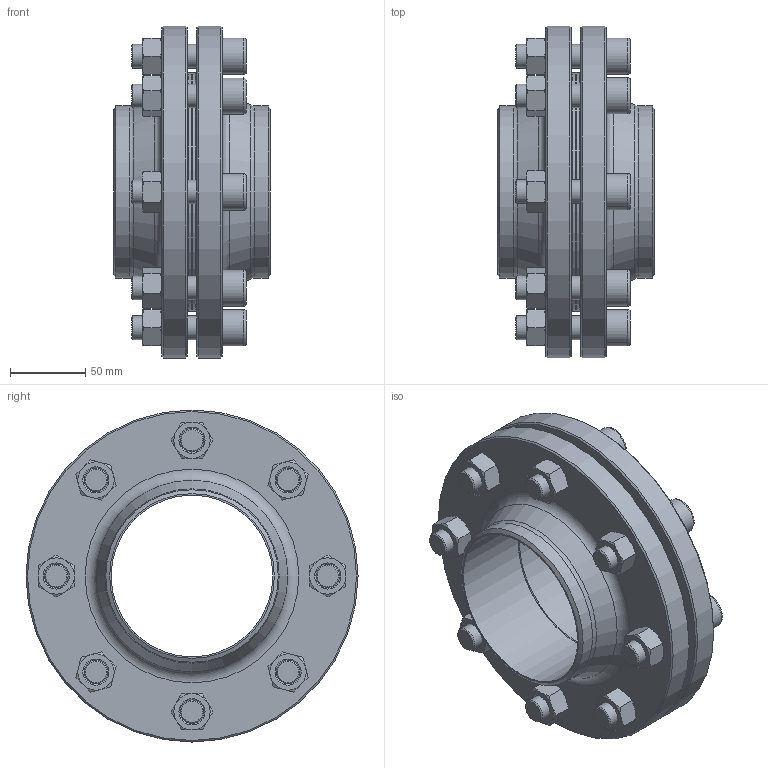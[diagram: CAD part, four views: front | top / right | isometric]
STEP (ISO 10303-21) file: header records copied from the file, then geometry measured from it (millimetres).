
FILE_DESCRIPTION(/* description */ (''),/* implementation_level */ '2;1');
FILE_NAME(/* name */ 'DFK100.stp',/* time_stamp */ '2025-01-16T07:10:04+01:00',/* author */ (''),/* organization */ (''),/* preprocessor_version */ 'ST-DEVELOPER v16',/* originating_system */ 'SIEMENS PLM Software NX 10.0',/* authorisation */ '');
FILE_SCHEMA (('AP203_CONFIGURATION_CONTROLLED_3D_DESIGN_OF_MECHANICAL_PARTS_AND_ASSEMBLIES_MIM_LF { 1 0 10303 403 2 1 2}'));
Length unit declared in the file: millimetre
Products named in the file (1): lwes44602A4F5ztt
Bounding box: 104 x 220 x 220 mm (x, y, z)
Volume: 1289432.7 mm3; surface area: 274407.1 mm2
Topology: 19 solids, 19 shells, 503 faces, 1074 edges, 605 vertices
Faces by surface type: cone 226, plane 194, cylinder 50, torus 32, revolution 1
Full cylindrical faces by diameter (mm): 14.344 x8, 15.682 x8, 18 x16, 24 x8, 107.1 x2, 114.3 x2, 129.21 x1, 146.7 x1, 158 x2, 220 x2
Entity records: 12362 total; most frequent: CARTESIAN_POINT 2714, DIRECTION 2025, ORIENTED_EDGE 1688, AXIS2_PLACEMENT_3D 916, EDGE_CURVE 844, EDGE_LOOP 716, VERTEX_POINT 549, ADVANCED_FACE 503
